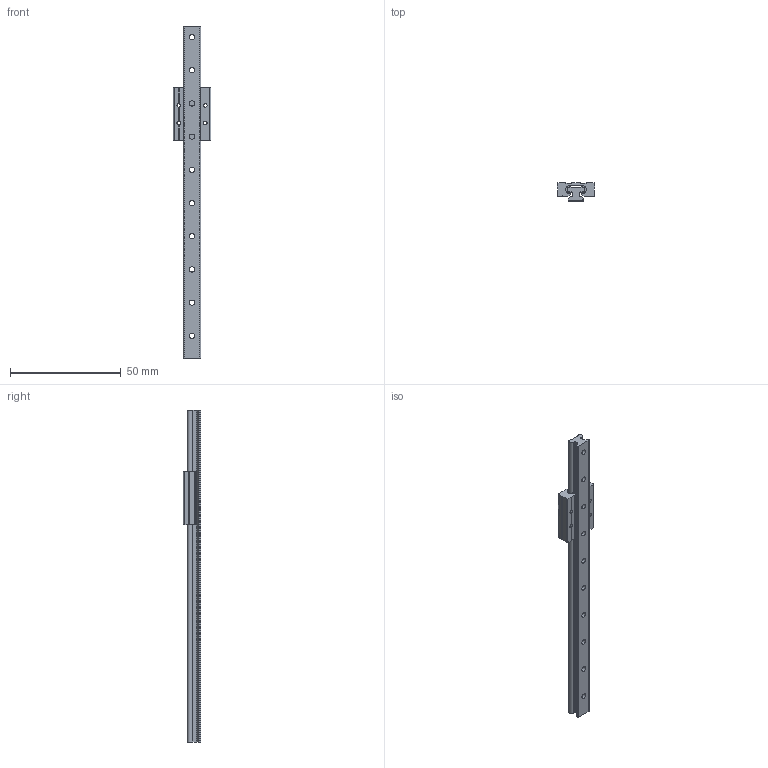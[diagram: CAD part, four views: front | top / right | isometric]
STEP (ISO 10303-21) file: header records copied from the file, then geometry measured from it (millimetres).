
FILE_DESCRIPTION (( 'STEP AP203' ), '1' );
FILE_NAME ('MR07-0150-1.step', '2024-10-21T11:15:45', ( '' ), ( '' ), 'SwSTEP 2.0', 'SolidWorks 2023', '' );
FILE_SCHEMA (( 'CONFIG_CONTROL_DESIGN' ));
Length unit declared in the file: inch
Products named in the file (3): MR07-0150-1; MR07-0150-1_RAIL; MR07-0150-1_CARRIAGE
Assembly tree (2 placements, depth 2):
  MR07-0150-1
    MR07-0150-1_RAIL
    MR07-0150-1_CARRIAGE
Bounding box: 17 x 8 x 150 mm (x, y, z)
Volume: 6340.9 mm3; surface area: 7661.8 mm2
Topology: 4 solids, 4 shells, 184 faces, 594 edges, 396 vertices
Faces by surface type: plane 103, cylinder 81
Entity records: 7263 total; most frequent: CARTESIAN_POINT 1535, ORIENTED_EDGE 1188, DIRECTION 1122, EDGE_CURVE 594, VERTEX_POINT 396, AXIS2_PLACEMENT_3D 391, LINE 340, VECTOR 340
